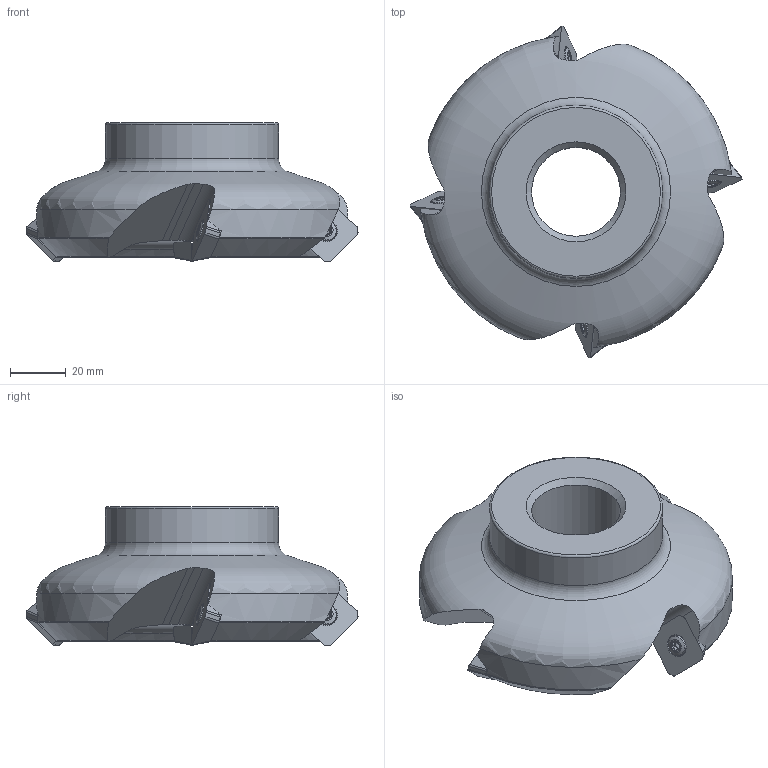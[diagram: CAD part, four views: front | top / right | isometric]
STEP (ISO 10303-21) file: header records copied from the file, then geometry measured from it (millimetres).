
FILE_DESCRIPTION(/* description */ (''),/* implementation_level */ '2;1');
FILE_NAME(/* name */ 'TOOLASSEMBLY_1.STP',/* time_stamp */ '2022-12-22T10:53:15+01:00',/* author */ (''),/* organization */ ('SMS'),/* preprocessor_version */ 'ST-DEVELOPER v16.7',/* originating_system */ 'SIEMENS PLM Software NX 12.0',/* authorisation */ '');
FILE_SCHEMA (('AUTOMOTIVE_DESIGN { 1 0 10303 214 3 1 1 1 }'));
Length unit declared in the file: millimetre
Products named in the file (4): ASSEMBLY_CONSTRUCTION; CUT_20221222105212; NOCUT_20221222105203; TOOLASSEMBLY_1
Assembly tree (6 placements, depth 2):
  TOOLASSEMBLY_1
    NOCUT_20221222105203
    CUT_20221222105212  x4
    ASSEMBLY_CONSTRUCTION
Bounding box: 119.57 x 119.57 x 50 mm (x, y, z)
Volume: 211342.8 mm3; surface area: 36498 mm2
Topology: 5 solids, 5 shells, 372 faces, 969 edges, 629 vertices
Faces by surface type: plane 118, cylinder 107, cone 56, torus 37, extrusion 32, bspline 16, sphere 4, revolution 2
Full cylindrical faces by diameter (mm): 4.5 x4, 5.7 x4, 7.2 x4, 8.103 x4, 32.013 x1, 45 x1, 62.386 x1
Entity records: 9613 total; most frequent: CARTESIAN_POINT 3385, ORIENTED_EDGE 1242, DIRECTION 1234, EDGE_CURVE 621, AXIS2_PLACEMENT_3D 530, VERTEX_POINT 417, EDGE_LOOP 326, ADVANCED_FACE 267
